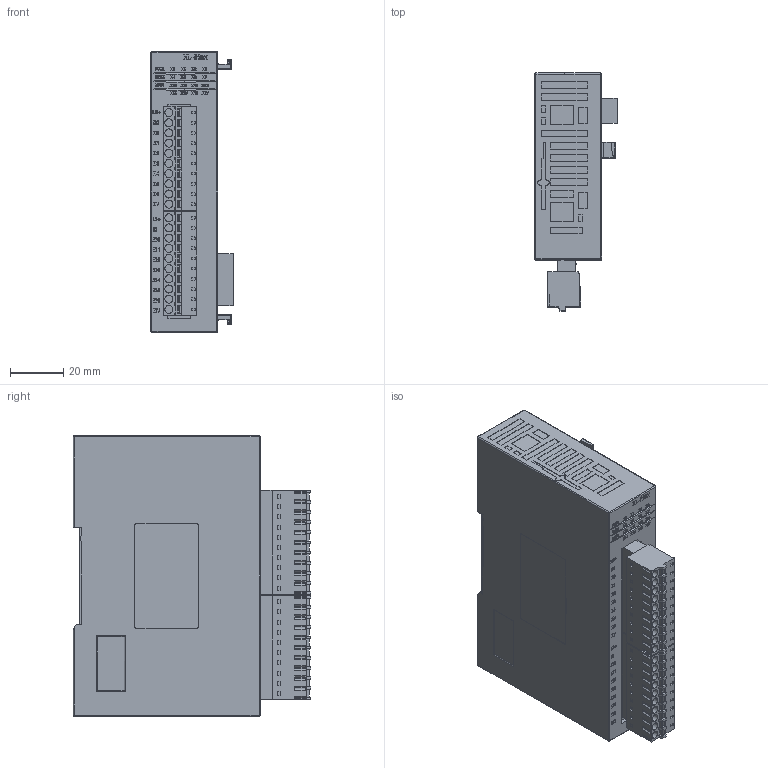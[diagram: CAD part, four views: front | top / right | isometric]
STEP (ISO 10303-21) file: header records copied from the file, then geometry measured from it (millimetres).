
FILE_DESCRIPTION(/* description */ (''),/* implementation_level */ '2;1');
FILE_NAME(/* name */ 'XL-E16X',/* time_stamp */ '2022-08-23T16:48:36+08:00',/* author */ (''),/* organization */ (''),/* preprocessor_version */ 'ST-DEVELOPER v16.5',/* originating_system */ '',/* authorisation */ '');
FILE_SCHEMA (('CONFIG_CONTROL_DESIGN'));
Length unit declared in the file: millimetre
Products named in the file (1): Document
Bounding box: 30.8 x 88.99 x 105 mm (x, y, z)
Volume: 195145.7 mm3; surface area: 32173 mm2
Topology: 1 solids, 107 shells, 1600 faces, 5411 edges, 4061 vertices
Faces by surface type: plane 1421, cylinder 153, bspline 26
Entity records: 55738 total; most frequent: CARTESIAN_POINT 21692, ORIENTED_EDGE 9317, EDGE_CURVE 5410, B_SPLINE_CURVE_WITH_KNOTS 5097, VERTEX_POINT 4061, EDGE_LOOP 1765, ADVANCED_FACE 1600, FACE_OUTER_BOUND 1600
